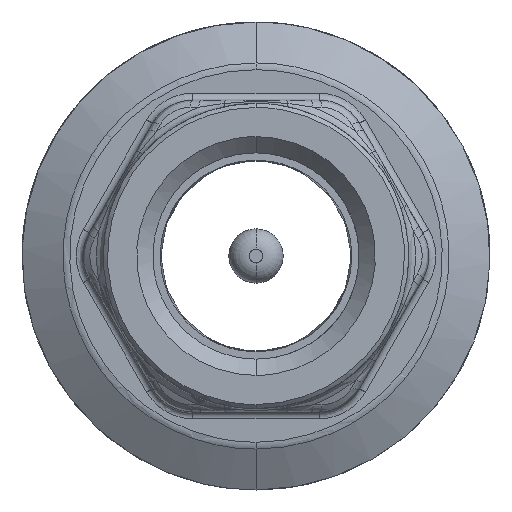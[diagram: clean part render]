
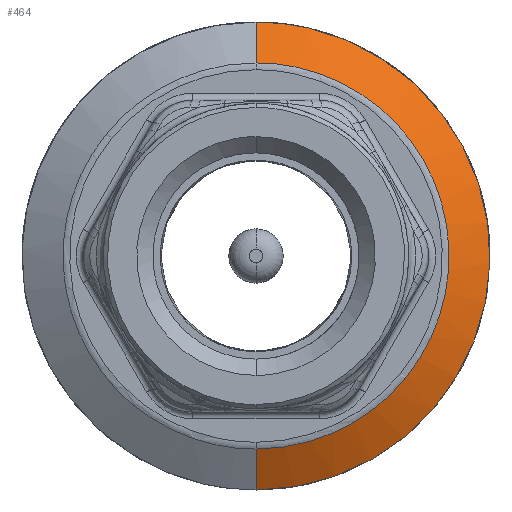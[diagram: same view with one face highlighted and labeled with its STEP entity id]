
A CAD part, front view. The second image highlights one B-rep face of the part: STEP entity #464.
In plain terms, the highlighted conical face has half-angle 60 degrees and reference radius 18 mm.
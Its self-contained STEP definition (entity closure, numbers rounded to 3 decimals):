
#17 = CARTESIAN_POINT ( 'NONE',  ( 7.644, -43.606, -15.505 ) ) ;
#142 = CARTESIAN_POINT ( 'NONE',  ( 11.399, -43.606, 12.996 ) ) ;
#464 = ADVANCED_FACE ( 'NONE', ( #17623 ), #7257, .T. ) ;
#597 = B_SPLINE_CURVE_WITH_KNOTS ( 'NONE', 3,
 ( #10160, #1847, #17287, #18631, #15382, #17, #1703, #3705, #20396, #10289, #15515, #13581, #10419, #13791, #6827, #3431, #1915, #20597, #18904, #18699, #18764, #8574, #13721, #15588, #3629, #142, #5287, #5419, #8510, #17143, #17211, #8716, #1979, #2060 ),
 .UNSPECIFIED., .F., .F.,
 ( 4, 2, 2, 2, 2, 2, 2, 2, 2, 2, 2, 2, 2, 2, 2, 2, 4 ),
 ( 0., 0.063, 0.125, 0.188, 0.25, 0.313, 0.375, 0.438, 0.5, 0.563, 0.625, 0.688, 0.75, 0.813, 0.875, 0.938, 1. ),
 .UNSPECIFIED. ) ;
#1621 = VERTEX_POINT ( 'NONE', #21377 ) ;
#1670 = B_SPLINE_CURVE_WITH_KNOTS ( 'NONE', 3,
 ( #10924, #10763, #2488, #16090 ),
 .UNSPECIFIED., .F., .F.,
 ( 4, 4 ),
 ( 0., 1. ),
 .UNSPECIFIED. ) ;
#1703 = CARTESIAN_POINT ( 'NONE',  ( 8.645, -43.606, -14.97 ) ) ;
#1847 = CARTESIAN_POINT ( 'NONE',  ( 1.129, -43.606, -17.25 ) ) ;
#1915 = CARTESIAN_POINT ( 'NONE',  ( 17.25, -43.606, -1.129 ) ) ;
#1979 = CARTESIAN_POINT ( 'NONE',  ( 1.129, -43.606, 17.25 ) ) ;
#2060 = CARTESIAN_POINT ( 'NONE',  ( 0., -43.606, 17.25 ) ) ;
#2488 = CARTESIAN_POINT ( 'NONE',  ( 0., -44.187, -16.244 ) ) ;
#2667 = AXIS2_PLACEMENT_3D ( 'NONE', #10793, #4310, #19345 ) ;
#3431 = CARTESIAN_POINT ( 'NONE',  ( 17.139, -43.606, -2.258 ) ) ;
#3547 = VERTEX_POINT ( 'NONE', #6778 ) ;
#3629 = CARTESIAN_POINT ( 'NONE',  ( 12.996, -43.606, 11.399 ) ) ;
#3705 = CARTESIAN_POINT ( 'NONE',  ( 10.522, -43.606, -13.716 ) ) ;
#3750 = EDGE_CURVE ( 'NONE', #1621, #8362, #18061, .T. ) ;
#3935 = ORIENTED_EDGE ( 'NONE', *, *, #10547, .F. ) ;
#4173 = CARTESIAN_POINT ( 'NONE',  ( 0., -45.349, 14.232 ) ) ;
#4310 = DIRECTION ( 'NONE',  ( 0., 1., 0. ) ) ;
#4311 = CARTESIAN_POINT ( 'NONE',  ( 8.746, -45.349, 11.381 ) ) ;
#4392 = CARTESIAN_POINT ( 'NONE',  ( 11.381, -45.349, -8.746 ) ) ;
#4458 = ORIENTED_EDGE ( 'NONE', *, *, #3750, .T. ) ;
#4611 = CARTESIAN_POINT ( 'NONE',  ( 7.168, -45.349, -12.436 ) ) ;
#5287 = CARTESIAN_POINT ( 'NONE',  ( 10.522, -43.606, 13.716 ) ) ;
#5419 = CARTESIAN_POINT ( 'NONE',  ( 8.645, -43.606, 14.97 ) ) ;
#6778 = CARTESIAN_POINT ( 'NONE',  ( 0., -43.606, -17.25 ) ) ;
#6827 = CARTESIAN_POINT ( 'NONE',  ( 16.698, -43.606, -4.473 ) ) ;
#7127 = B_SPLINE_CURVE_WITH_KNOTS ( 'NONE', 3,
 ( #13046, #18179, #21296, #4611, #16493, #4392, #7997, #9691, #21588, #11397, #12745, #16199, #14478, #4311, #7702, #19942, #20161, #16852 ),
 .UNSPECIFIED., .F., .F.,
 ( 4, 2, 2, 2, 2, 2, 2, 2, 4 ),
 ( 0., 0.125, 0.25, 0.375, 0.5, 0.625, 0.75, 0.875, 1. ),
 .UNSPECIFIED. ) ;
#7257 = CONICAL_SURFACE ( 'NONE', #2667, 18., 1.047 ) ;
#7676 = EDGE_LOOP ( 'NONE', ( #14146, #19598, #4458, #3935 ) ) ;
#7702 = CARTESIAN_POINT ( 'NONE',  ( 7.168, -45.349, 12.436 ) ) ;
#7997 = CARTESIAN_POINT ( 'NONE',  ( 12.436, -45.349, -7.168 ) ) ;
#8362 = VERTEX_POINT ( 'NONE', #17367 ) ;
#8510 = CARTESIAN_POINT ( 'NONE',  ( 7.644, -43.606, 15.505 ) ) ;
#8574 = CARTESIAN_POINT ( 'NONE',  ( 15.505, -43.606, 7.644 ) ) ;
#8716 = CARTESIAN_POINT ( 'NONE',  ( 2.258, -43.606, 17.139 ) ) ;
#9691 = CARTESIAN_POINT ( 'NONE',  ( 13.862, -45.349, -3.725 ) ) ;
#10160 = CARTESIAN_POINT ( 'NONE',  ( 0., -43.606, -17.25 ) ) ;
#10289 = CARTESIAN_POINT ( 'NONE',  ( 12.996, -43.606, -11.399 ) ) ;
#10419 = CARTESIAN_POINT ( 'NONE',  ( 15.505, -43.606, -7.644 ) ) ;
#10547 = EDGE_CURVE ( 'NONE', #15150, #8362, #7127, .T. ) ;
#10763 = CARTESIAN_POINT ( 'NONE',  ( 0., -44.768, -15.238 ) ) ;
#10793 = CARTESIAN_POINT ( 'NONE',  ( 0., -43.173, 0. ) ) ;
#10924 = CARTESIAN_POINT ( 'NONE',  ( 0., -45.349, -14.232 ) ) ;
#11397 = CARTESIAN_POINT ( 'NONE',  ( 14.232, -45.349, 1.863 ) ) ;
#12602 = CARTESIAN_POINT ( 'NONE',  ( 0., -43.606, 17.25 ) ) ;
#12745 = CARTESIAN_POINT ( 'NONE',  ( 13.862, -45.349, 3.725 ) ) ;
#13046 = CARTESIAN_POINT ( 'NONE',  ( 0., -45.349, -14.232 ) ) ;
#13333 = EDGE_CURVE ( 'NONE', #15150, #3547, #1670, .T. ) ;
#13581 = CARTESIAN_POINT ( 'NONE',  ( 14.97, -43.606, -8.645 ) ) ;
#13721 = CARTESIAN_POINT ( 'NONE',  ( 14.97, -43.606, 8.645 ) ) ;
#13791 = CARTESIAN_POINT ( 'NONE',  ( 16.369, -43.606, -5.558 ) ) ;
#14146 = ORIENTED_EDGE ( 'NONE', *, *, #13333, .T. ) ;
#14341 = CARTESIAN_POINT ( 'NONE',  ( 0., -44.187, 16.244 ) ) ;
#14478 = CARTESIAN_POINT ( 'NONE',  ( 11.381, -45.349, 8.746 ) ) ;
#15150 = VERTEX_POINT ( 'NONE', #19517 ) ;
#15382 = CARTESIAN_POINT ( 'NONE',  ( 5.558, -43.606, -16.369 ) ) ;
#15515 = CARTESIAN_POINT ( 'NONE',  ( 13.716, -43.606, -10.522 ) ) ;
#15588 = CARTESIAN_POINT ( 'NONE',  ( 13.716, -43.606, 10.522 ) ) ;
#16090 = CARTESIAN_POINT ( 'NONE',  ( 0., -43.606, -17.25 ) ) ;
#16199 = CARTESIAN_POINT ( 'NONE',  ( 12.436, -45.349, 7.168 ) ) ;
#16493 = CARTESIAN_POINT ( 'NONE',  ( 8.746, -45.349, -11.381 ) ) ;
#16852 = CARTESIAN_POINT ( 'NONE',  ( 0., -45.349, 14.232 ) ) ;
#17143 = CARTESIAN_POINT ( 'NONE',  ( 5.558, -43.606, 16.369 ) ) ;
#17211 = CARTESIAN_POINT ( 'NONE',  ( 4.473, -43.606, 16.698 ) ) ;
#17287 = CARTESIAN_POINT ( 'NONE',  ( 2.258, -43.606, -17.139 ) ) ;
#17367 = CARTESIAN_POINT ( 'NONE',  ( 0., -45.349, 14.232 ) ) ;
#17623 = FACE_OUTER_BOUND ( 'NONE', #7676, .T. ) ;
#17673 = CARTESIAN_POINT ( 'NONE',  ( 0., -44.768, 15.238 ) ) ;
#18061 = B_SPLINE_CURVE_WITH_KNOTS ( 'NONE', 3,
 ( #12602, #14341, #17673, #4173 ),
 .UNSPECIFIED., .F., .F.,
 ( 4, 4 ),
 ( 0., 1. ),
 .UNSPECIFIED. ) ;
#18179 = CARTESIAN_POINT ( 'NONE',  ( 1.863, -45.349, -14.232 ) ) ;
#18521 = EDGE_CURVE ( 'NONE', #3547, #1621, #597, .T. ) ;
#18631 = CARTESIAN_POINT ( 'NONE',  ( 4.473, -43.606, -16.698 ) ) ;
#18699 = CARTESIAN_POINT ( 'NONE',  ( 16.698, -43.606, 4.473 ) ) ;
#18764 = CARTESIAN_POINT ( 'NONE',  ( 16.369, -43.606, 5.558 ) ) ;
#18904 = CARTESIAN_POINT ( 'NONE',  ( 17.139, -43.606, 2.258 ) ) ;
#19345 = DIRECTION ( 'NONE',  ( 0., 0., -1. ) ) ;
#19517 = CARTESIAN_POINT ( 'NONE',  ( 0., -45.349, -14.232 ) ) ;
#19598 = ORIENTED_EDGE ( 'NONE', *, *, #18521, .T. ) ;
#19942 = CARTESIAN_POINT ( 'NONE',  ( 3.725, -45.349, 13.862 ) ) ;
#20161 = CARTESIAN_POINT ( 'NONE',  ( 1.863, -45.349, 14.232 ) ) ;
#20396 = CARTESIAN_POINT ( 'NONE',  ( 11.399, -43.606, -12.996 ) ) ;
#20597 = CARTESIAN_POINT ( 'NONE',  ( 17.25, -43.606, 1.129 ) ) ;
#21296 = CARTESIAN_POINT ( 'NONE',  ( 3.725, -45.349, -13.862 ) ) ;
#21377 = CARTESIAN_POINT ( 'NONE',  ( 0., -43.606, 17.25 ) ) ;
#21588 = CARTESIAN_POINT ( 'NONE',  ( 14.232, -45.349, -1.863 ) ) ;
